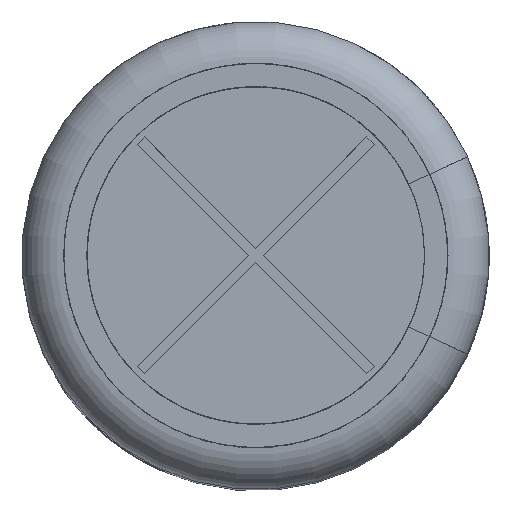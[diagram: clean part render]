
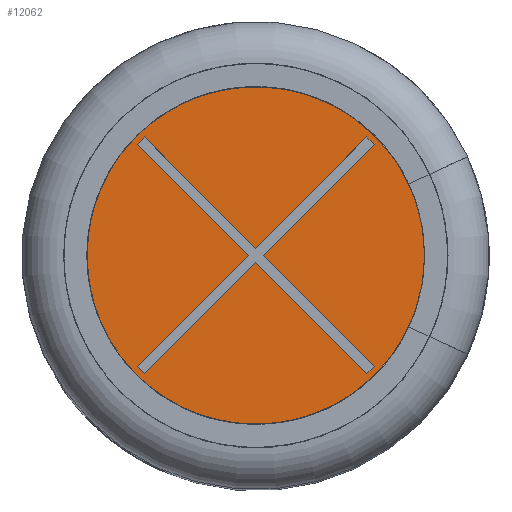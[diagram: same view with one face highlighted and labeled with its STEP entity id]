
A CAD part, top view. The second image highlights one B-rep face of the part: STEP entity #12062.
In plain terms, the highlighted planar face has unit normal (0, 0, 1).
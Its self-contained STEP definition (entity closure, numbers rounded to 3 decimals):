
#441=LINE('',#15768,#1110);
#444=LINE('',#15774,#1113);
#446=LINE('',#15778,#1115);
#448=LINE('',#15782,#1117);
#450=LINE('',#15786,#1119);
#452=LINE('',#15790,#1121);
#454=LINE('',#15794,#1123);
#456=LINE('',#15798,#1125);
#458=LINE('',#15802,#1127);
#460=LINE('',#15806,#1129);
#462=LINE('',#15810,#1131);
#464=LINE('',#15814,#1133);
#1110=VECTOR('',#13442,1000.);
#1113=VECTOR('',#13447,1000.);
#1115=VECTOR('',#13451,1000.);
#1117=VECTOR('',#13455,1000.);
#1119=VECTOR('',#13459,1000.);
#1121=VECTOR('',#13463,1000.);
#1123=VECTOR('',#13467,1000.);
#1125=VECTOR('',#13471,1000.);
#1127=VECTOR('',#13475,1000.);
#1129=VECTOR('',#13479,1000.);
#1131=VECTOR('',#13483,1000.);
#1133=VECTOR('',#13487,1000.);
#1956=ORIENTED_EDGE('',*,*,#4422,.T.);
#1957=ORIENTED_EDGE('',*,*,#4445,.T.);
#1958=ORIENTED_EDGE('',*,*,#4443,.T.);
#1959=ORIENTED_EDGE('',*,*,#4441,.T.);
#1960=ORIENTED_EDGE('',*,*,#4439,.T.);
#1961=ORIENTED_EDGE('',*,*,#4437,.T.);
#1962=ORIENTED_EDGE('',*,*,#4435,.T.);
#1963=ORIENTED_EDGE('',*,*,#4433,.T.);
#1964=ORIENTED_EDGE('',*,*,#4431,.T.);
#1965=ORIENTED_EDGE('',*,*,#4429,.T.);
#1966=ORIENTED_EDGE('',*,*,#4427,.T.);
#1967=ORIENTED_EDGE('',*,*,#4425,.T.);
#1968=ORIENTED_EDGE('',*,*,#4459,.F.);
#4422=EDGE_CURVE('',#5688,#5689,#441,.T.);
#4425=EDGE_CURVE('',#5690,#5688,#444,.T.);
#4427=EDGE_CURVE('',#5691,#5690,#446,.T.);
#4429=EDGE_CURVE('',#5692,#5691,#448,.T.);
#4431=EDGE_CURVE('',#5693,#5692,#450,.T.);
#4433=EDGE_CURVE('',#5694,#5693,#452,.T.);
#4435=EDGE_CURVE('',#5695,#5694,#454,.T.);
#4437=EDGE_CURVE('',#5696,#5695,#456,.T.);
#4439=EDGE_CURVE('',#5697,#5696,#458,.T.);
#4441=EDGE_CURVE('',#5698,#5697,#460,.T.);
#4443=EDGE_CURVE('',#5699,#5698,#462,.T.);
#4445=EDGE_CURVE('',#5689,#5699,#464,.T.);
#4459=EDGE_CURVE('',#5710,#5710,#6551,.T.);
#5688=VERTEX_POINT('',#15769);
#5689=VERTEX_POINT('',#15770);
#5690=VERTEX_POINT('',#15775);
#5691=VERTEX_POINT('',#15779);
#5692=VERTEX_POINT('',#15783);
#5693=VERTEX_POINT('',#15787);
#5694=VERTEX_POINT('',#15791);
#5695=VERTEX_POINT('',#15795);
#5696=VERTEX_POINT('',#15799);
#5697=VERTEX_POINT('',#15803);
#5698=VERTEX_POINT('',#15807);
#5699=VERTEX_POINT('',#15811);
#5710=VERTEX_POINT('',#15846);
#6551=CIRCLE('',#12613,5.343);
#6869=EDGE_LOOP('',(#1956,#1957,#1958,#1959,#1960,#1961,#1962,#1963,#1964,
#1965,#1966,#1967));
#6870=EDGE_LOOP('',(#1968));
#7499=FACE_BOUND('',#6869,.T.);
#7500=FACE_BOUND('',#6870,.T.);
#8115=PLANE('',#12614);
#12062=ADVANCED_FACE('',(#7499,#7500),#8115,.T.);
#12613=AXIS2_PLACEMENT_3D('',#15845,#13528,#13529);
#12614=AXIS2_PLACEMENT_3D('',#15847,#13530,#13531);
#13442=DIRECTION('',(0.707,0.707,0.));
#13447=DIRECTION('',(-0.707,0.707,0.));
#13451=DIRECTION('',(0.707,0.707,0.));
#13455=DIRECTION('',(-0.707,0.707,0.));
#13459=DIRECTION('',(-0.707,-0.707,0.));
#13463=DIRECTION('',(-0.707,0.707,0.));
#13467=DIRECTION('',(-0.707,-0.707,0.));
#13471=DIRECTION('',(0.707,-0.707,0.));
#13475=DIRECTION('',(-0.707,-0.707,0.));
#13479=DIRECTION('',(0.707,-0.707,0.));
#13483=DIRECTION('',(0.707,0.707,0.));
#13487=DIRECTION('',(0.707,-0.707,0.));
#13528=DIRECTION('',(0.,0.,-1.));
#13529=DIRECTION('',(-1.,0.,0.));
#13530=DIRECTION('',(0.,0.,1.));
#13531=DIRECTION('',(1.,0.,0.));
#15768=CARTESIAN_POINT('',(-3.088,3.292,24.78));
#15769=CARTESIAN_POINT('',(-3.292,3.088,24.78));
#15770=CARTESIAN_POINT('',(-3.088,3.292,24.78));
#15774=CARTESIAN_POINT('',(-0.204,0.,24.78));
#15775=CARTESIAN_POINT('',(-0.204,0.,24.78));
#15778=CARTESIAN_POINT('',(-0.204,0.,24.78));
#15779=CARTESIAN_POINT('',(-3.292,-3.088,24.78));
#15782=CARTESIAN_POINT('',(-3.088,-3.292,24.78));
#15783=CARTESIAN_POINT('',(-3.088,-3.292,24.78));
#15786=CARTESIAN_POINT('',(0.,-0.204,24.78));
#15787=CARTESIAN_POINT('',(0.,-0.204,24.78));
#15790=CARTESIAN_POINT('',(0.,-0.204,24.78));
#15791=CARTESIAN_POINT('',(3.088,-3.292,24.78));
#15794=CARTESIAN_POINT('',(3.292,-3.088,24.78));
#15795=CARTESIAN_POINT('',(3.292,-3.088,24.78));
#15798=CARTESIAN_POINT('',(0.204,0.,24.78));
#15799=CARTESIAN_POINT('',(0.204,0.,24.78));
#15802=CARTESIAN_POINT('',(0.204,0.,24.78));
#15803=CARTESIAN_POINT('',(3.292,3.088,24.78));
#15806=CARTESIAN_POINT('',(3.292,3.088,24.78));
#15807=CARTESIAN_POINT('',(3.088,3.292,24.78));
#15810=CARTESIAN_POINT('',(0.,0.204,24.78));
#15811=CARTESIAN_POINT('',(0.,0.204,24.78));
#15814=CARTESIAN_POINT('',(0.,0.204,24.78));
#15845=CARTESIAN_POINT('',(0.,0.,24.78));
#15846=CARTESIAN_POINT('',(-5.343,0.,24.78));
#15847=CARTESIAN_POINT('',(-5.343,0.,24.78));
